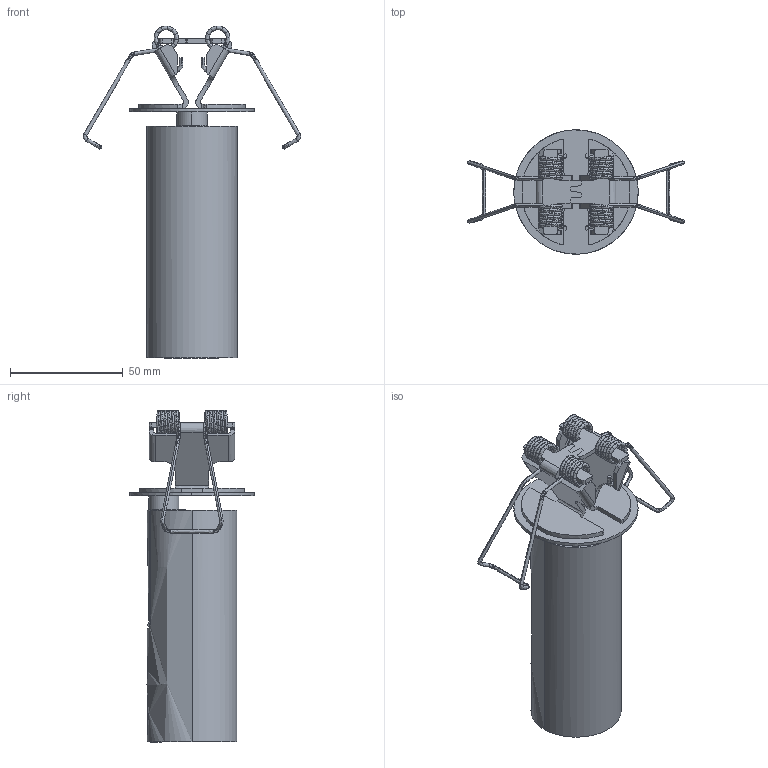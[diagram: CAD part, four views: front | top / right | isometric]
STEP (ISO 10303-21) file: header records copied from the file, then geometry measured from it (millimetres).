
FILE_DESCRIPTION(/* description */ (''),/* implementation_level */ '2;1');
FILE_NAME(/* name */ 'AP6JYXX__',/* time_stamp */ '2018-11-23T15:43:18+01:00',/* author */ (''),/* organization */ (''),/* preprocessor_version */ 'ST-DEVELOPER v15',/* originating_system */ '',/* authorisation */ '');
FILE_SCHEMA (('AUTOMOTIVE_DESIGN'));
Products named in the file (1): Document
Bounding box: 96.62 x 55.12 x 147.46 mm (x, y, z)
Volume: 60703.2 mm3; surface area: 65157.2 mm2
Topology: 10 solids, 11 shells, 1401 faces, 3899 edges, 2389 vertices
Faces by surface type: bspline 1280, plane 121
Entity records: 81427 total; most frequent: CARTESIAN_POINT 62193, ORIENTED_EDGE 7514, EDGE_CURVE 3765, VERTEX_POINT 2389, EDGE_LOOP 1420, ADVANCED_FACE 1401, FACE_OUTER_BOUND 1401, B_SPLINE_CURVE_WITH_KNOTS 769
